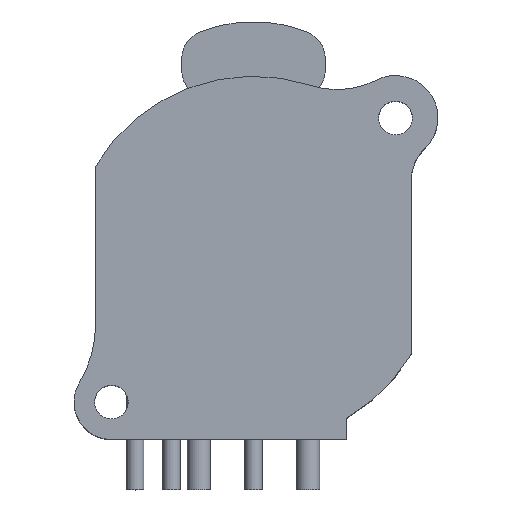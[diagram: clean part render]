
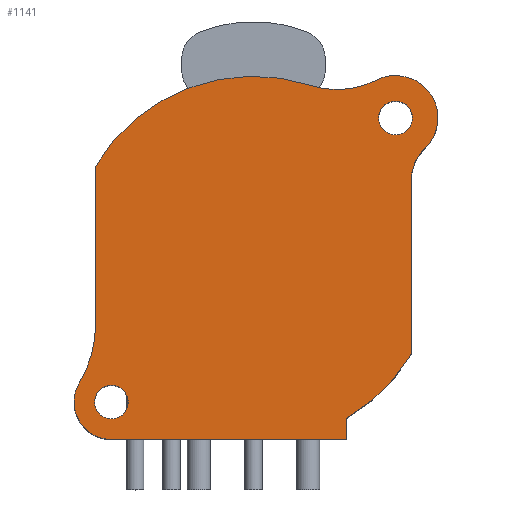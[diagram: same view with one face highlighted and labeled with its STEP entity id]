
A CAD part, top view. The second image highlights one B-rep face of the part: STEP entity #1141.
In plain terms, the highlighted planar face has unit normal (0, 0, 1).
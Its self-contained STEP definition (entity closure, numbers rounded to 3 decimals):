
#99=CARTESIAN_POINT('',(9.9,9.9,19.5));
#100=DIRECTION('',(0.,0.,-1.));
#101=DIRECTION('',(1.,0.,0.));
#102=AXIS2_PLACEMENT_3D('',#99,#100,#101);
#104=CARTESIAN_POINT('',(9.9,9.9,19.5));
#105=DIRECTION('',(0.,0.,-1.));
#106=DIRECTION('',(-1.,0.,0.));
#107=AXIS2_PLACEMENT_3D('',#104,#105,#106);
#109=CARTESIAN_POINT('',(-9.9,-9.9,19.5));
#110=DIRECTION('',(0.,0.,-1.));
#111=DIRECTION('',(1.,0.,0.));
#112=AXIS2_PLACEMENT_3D('',#109,#110,#111);
#114=CARTESIAN_POINT('',(-9.9,-9.9,19.5));
#115=DIRECTION('',(0.,0.,-1.));
#116=DIRECTION('',(-1.,0.,0.));
#117=AXIS2_PLACEMENT_3D('',#114,#115,#116);
#119=DIRECTION('',(0.,-1.,0.));
#120=VECTOR('',#119,11.009);
#121=CARTESIAN_POINT('',(-11.,6.545,19.5));
#122=LINE('',#121,#120);
#123=CARTESIAN_POINT('',(0.,0.,19.5));
#124=DIRECTION('',(0.,0.,1.));
#125=DIRECTION('',(0.31,0.951,0.));
#126=AXIS2_PLACEMENT_3D('',#123,#124,#125);
#128=CARTESIAN_POINT('',(5.833,17.872,19.5));
#129=DIRECTION('',(0.,0.,-1.));
#130=DIRECTION('',(0.454,-0.891,0.));
#131=AXIS2_PLACEMENT_3D('',#128,#129,#130);
#133=CARTESIAN_POINT('',(9.9,9.9,19.5));
#134=DIRECTION('',(0.,0.,1.));
#135=DIRECTION('',(0.689,-0.725,0.));
#136=AXIS2_PLACEMENT_3D('',#133,#134,#135);
#138=CARTESIAN_POINT('',(14.,5.588,19.5));
#139=DIRECTION('',(0.,0.,-1.));
#140=DIRECTION('',(-1.,0.,0.));
#141=AXIS2_PLACEMENT_3D('',#138,#139,#140);
#143=DIRECTION('',(0.,1.,0.));
#144=VECTOR('',#143,12.133);
#145=CARTESIAN_POINT('',(11.,-6.545,19.5));
#146=LINE('',#145,#144);
#147=CARTESIAN_POINT('',(0.,0.,19.5));
#148=DIRECTION('',(0.,0.,1.));
#149=DIRECTION('',(0.508,-0.861,0.));
#150=AXIS2_PLACEMENT_3D('',#147,#148,#149);
#152=DIRECTION('',(0.,1.,0.));
#153=VECTOR('',#152,1.473);
#154=CARTESIAN_POINT('',(6.5,-12.5,19.5));
#155=LINE('',#154,#153);
#156=DIRECTION('',(1.,0.,0.));
#157=VECTOR('',#156,16.4);
#158=CARTESIAN_POINT('',(-9.9,-12.5,19.5));
#159=LINE('',#158,#157);
#160=CARTESIAN_POINT('',(-9.9,-9.9,19.5));
#161=DIRECTION('',(0.,0.,1.));
#162=DIRECTION('',(-0.858,0.513,0.));
#163=AXIS2_PLACEMENT_3D('',#160,#161,#162);
#165=CARTESIAN_POINT('',(-19.,-4.464,19.5));
#166=DIRECTION('',(0.,0.,-1.));
#167=DIRECTION('',(1.,0.,0.));
#168=AXIS2_PLACEMENT_3D('',#165,#166,#167);
#808=CARTESIAN_POINT('',(-11.,6.545,19.5));
#809=CARTESIAN_POINT('',(-11.,-4.464,19.5));
#810=VERTEX_POINT('',#808);
#811=VERTEX_POINT('',#809);
#812=CARTESIAN_POINT('',(-12.132,-8.567,19.5));
#813=CARTESIAN_POINT('',(-9.9,-12.5,19.5));
#814=VERTEX_POINT('',#812);
#815=VERTEX_POINT('',#813);
#816=CARTESIAN_POINT('',(6.5,-12.5,19.5));
#817=VERTEX_POINT('',#816);
#818=CARTESIAN_POINT('',(6.5,-11.027,19.5));
#819=VERTEX_POINT('',#818);
#820=CARTESIAN_POINT('',(11.,-6.545,19.5));
#821=CARTESIAN_POINT('',(11.,5.588,19.5));
#822=VERTEX_POINT('',#820);
#823=VERTEX_POINT('',#821);
#824=CARTESIAN_POINT('',(11.933,7.762,19.5));
#825=CARTESIAN_POINT('',(8.559,12.528,19.5));
#826=VERTEX_POINT('',#824);
#827=VERTEX_POINT('',#825);
#828=CARTESIAN_POINT('',(3.971,12.168,19.5));
#829=VERTEX_POINT('',#828);
#838=CARTESIAN_POINT('',(11.075,9.9,19.5));
#839=CARTESIAN_POINT('',(8.725,9.9,19.5));
#840=VERTEX_POINT('',#838);
#841=VERTEX_POINT('',#839);
#842=CARTESIAN_POINT('',(-8.725,-9.9,19.5));
#843=CARTESIAN_POINT('',(-11.075,-9.9,19.5));
#844=VERTEX_POINT('',#842);
#845=VERTEX_POINT('',#843);
#1102=CARTESIAN_POINT('',(0.,0.,19.5));
#1103=DIRECTION('',(0.,0.,1.));
#1104=DIRECTION('',(1.,0.,0.));
#1105=AXIS2_PLACEMENT_3D('',#1102,#1103,#1104);
#1106=PLANE('',#1105);
#1108=ORIENTED_EDGE('',*,*,#1107,.F.);
#1110=ORIENTED_EDGE('',*,*,#1109,.F.);
#1112=ORIENTED_EDGE('',*,*,#1111,.F.);
#1114=ORIENTED_EDGE('',*,*,#1113,.F.);
#1116=ORIENTED_EDGE('',*,*,#1115,.F.);
#1118=ORIENTED_EDGE('',*,*,#1117,.F.);
#1120=ORIENTED_EDGE('',*,*,#1119,.F.);
#1122=ORIENTED_EDGE('',*,*,#1121,.F.);
#1124=ORIENTED_EDGE('',*,*,#1123,.F.);
#1126=ORIENTED_EDGE('',*,*,#1125,.F.);
#1128=ORIENTED_EDGE('',*,*,#1127,.F.);
#1129=EDGE_LOOP('',(#1108,#1110,#1112,#1114,#1116,#1118,#1120,#1122,#1124,#1126,
#1128));
#1130=FACE_OUTER_BOUND('',#1129,.F.);
#1132=ORIENTED_EDGE('',*,*,#1131,.F.);
#1134=ORIENTED_EDGE('',*,*,#1133,.F.);
#1135=EDGE_LOOP('',(#1132,#1134));
#1136=FACE_BOUND('',#1135,.F.);
#1137=ORIENTED_EDGE('',*,*,#1082,.F.);
#1138=ORIENTED_EDGE('',*,*,#1096,.F.);
#1139=EDGE_LOOP('',(#1137,#1138));
#1140=FACE_BOUND('',#1139,.F.);
#1141=ADVANCED_FACE('',(#1130,#1136,#1140),#1106,.T.);
#103=CIRCLE('',#102,1.175);
#108=CIRCLE('',#107,1.175);
#113=CIRCLE('',#112,1.175);
#118=CIRCLE('',#117,1.175);
#127=CIRCLE('',#126,12.8);
#132=CIRCLE('',#131,6.);
#137=CIRCLE('',#136,2.95);
#142=CIRCLE('',#141,3.);
#151=CIRCLE('',#150,12.8);
#164=CIRCLE('',#163,2.6);
#169=CIRCLE('',#168,8.);
#1082=EDGE_CURVE('',#840,#841,#103,.T.);
#1096=EDGE_CURVE('',#841,#840,#108,.T.);
#1107=EDGE_CURVE('',#810,#811,#122,.T.);
#1109=EDGE_CURVE('',#829,#810,#127,.T.);
#1111=EDGE_CURVE('',#827,#829,#132,.T.);
#1113=EDGE_CURVE('',#826,#827,#137,.T.);
#1115=EDGE_CURVE('',#823,#826,#142,.T.);
#1117=EDGE_CURVE('',#822,#823,#146,.T.);
#1119=EDGE_CURVE('',#819,#822,#151,.T.);
#1121=EDGE_CURVE('',#817,#819,#155,.T.);
#1123=EDGE_CURVE('',#815,#817,#159,.T.);
#1125=EDGE_CURVE('',#814,#815,#164,.T.);
#1127=EDGE_CURVE('',#811,#814,#169,.T.);
#1131=EDGE_CURVE('',#844,#845,#113,.T.);
#1133=EDGE_CURVE('',#845,#844,#118,.T.);
